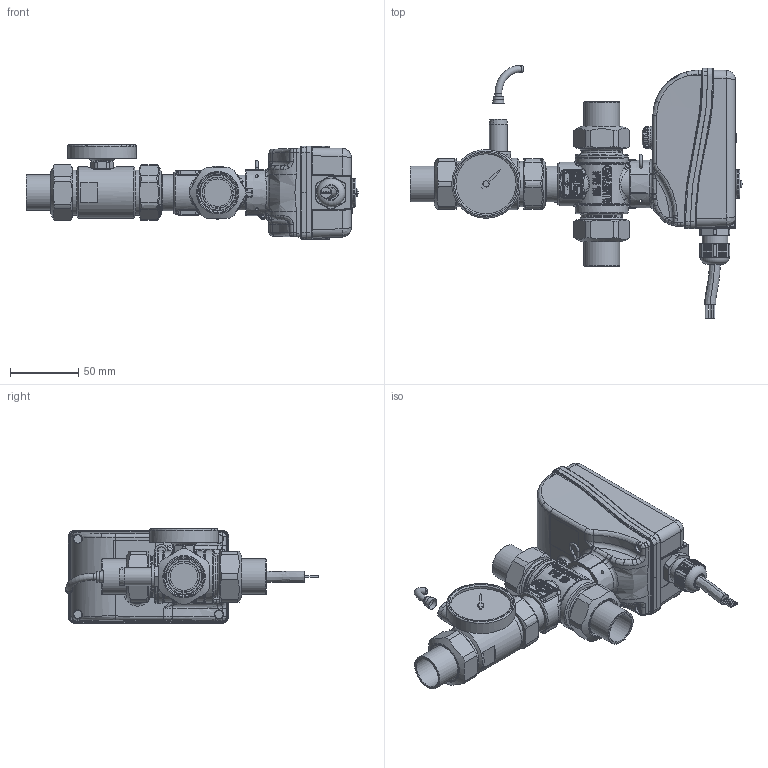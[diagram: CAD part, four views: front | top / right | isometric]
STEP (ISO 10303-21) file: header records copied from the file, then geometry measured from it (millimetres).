
FILE_DESCRIPTION(/* description */ (''),/* implementation_level */ '2;1');
FILE_NAME(/* name */ '600059A.stp',/* time_stamp */ '2025-06-03T08:37:00-05:00',/* author */ ('mschreiner'),/* organization */ (''),/* preprocessor_version */ 'ST-DEVELOPER v20',/* originating_system */ 'Autodesk Inventor 2024',/* authorisation */ '');
FILE_SCHEMA (('AUTOMOTIVE_DESIGN { 1 0 10303 214 3 1 1 }'));
Products named in the file (5): 600059A; 600103A_Simplify_1; NA10003; F61008 - 1 inch union nut; H0002891_empty_inside
Assembly tree (8 placements, depth 2):
  600059A
    600103A_Simplify_1
    NA10003  x3
    F61008 - 1 inch union nut  x3
    H0002891_empty_inside
Bounding box: 242.4 x 184.65 x 69 mm (x, y, z)
Volume: 365595.9 mm3; surface area: 152616.3 mm2
Topology: 15 solids, 15 shells, 4954 faces, 12593 edges, 7736 vertices
Faces by surface type: bspline 2289, plane 1355, cylinder 652, sphere 272, torus 217, cone 169
Full cylindrical faces by diameter (mm): 1 x6, 1.8 x2, 2 x3, 2.103 x1, 2.5 x8, 2.9 x1, 3.1 x6, 3.2 x1, 3.6 x1, 4 x1, 5 x2, 5.1 x1, 5.45 x1, 5.7 x1, 6 x1, 7 x1, 7.8 x1, 8 x2, 8.1 x1, 9 x1, 10.1 x1, 12 x1, 13 x1, 15 x1, 15.5 x1, 16 x1, 16.05 x1, 17.5 x1, 18 x1, 18.5 x1
Entity records: 269309 total; most frequent: CARTESIAN_POINT 159776, ORIENTED_EDGE 24586, DIRECTION 18234, EDGE_CURVE 12293, VERTEX_POINT 7634, AXIS2_PLACEMENT_3D 6954, EDGE_LOOP 5117, FACE_OUTER_BOUND 4888
